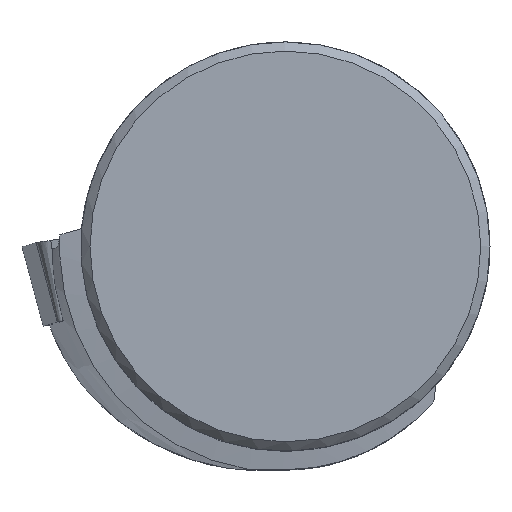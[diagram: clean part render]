
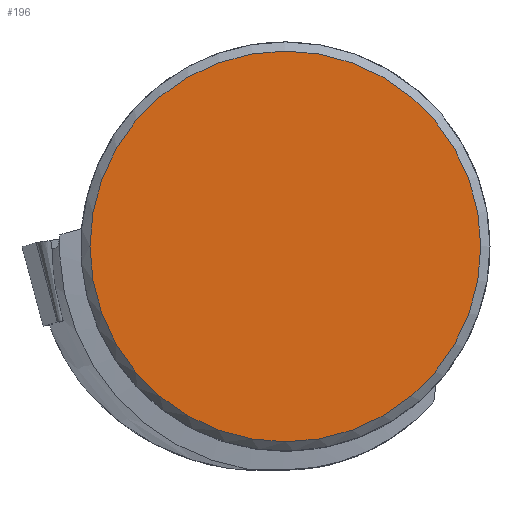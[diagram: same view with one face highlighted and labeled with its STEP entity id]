
A CAD part, top view. The second image highlights one B-rep face of the part: STEP entity #196.
In plain terms, the highlighted planar face has unit normal (0, 0, 1).
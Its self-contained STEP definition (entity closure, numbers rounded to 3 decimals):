
#158=CIRCLE('',#840,9.549);
#196=ADVANCED_FACE('',(#255),#231,.T.);
#231=PLANE('',#852);
#255=FACE_OUTER_BOUND('',#286,.T.);
#286=EDGE_LOOP('',(#436));
#436=ORIENTED_EDGE('',*,*,#631,.F.);
#562=VERTEX_POINT('',#1239);
#631=EDGE_CURVE('',#562,#562,#158,.T.);
#840=AXIS2_PLACEMENT_3D('',#1238,#957,#958);
#852=AXIS2_PLACEMENT_3D('',#1369,#986,#987);
#957=DIRECTION('',(0.,0.,-1.));
#958=DIRECTION('',(1.,0.,0.));
#986=DIRECTION('',(0.,0.,1.));
#987=DIRECTION('',(1.,0.,0.));
#1238=CARTESIAN_POINT('',(0.,0.,0.));
#1239=CARTESIAN_POINT('',(9.549,0.,0.));
#1369=CARTESIAN_POINT('',(0.,0.,0.));
